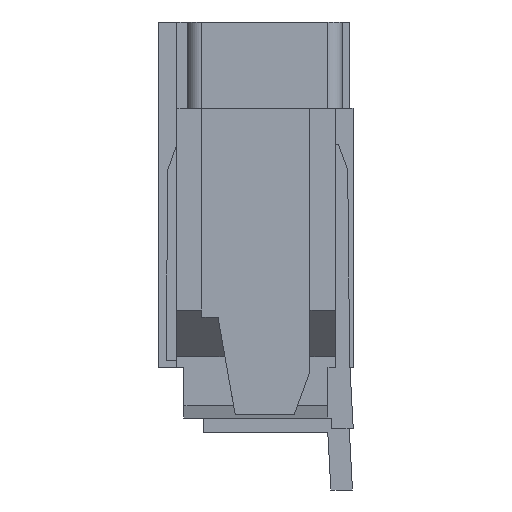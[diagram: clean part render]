
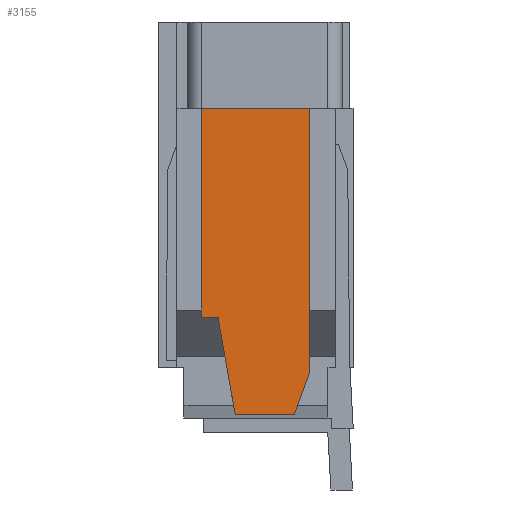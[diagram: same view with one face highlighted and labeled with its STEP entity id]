
A CAD part, left-side view. The second image highlights one B-rep face of the part: STEP entity #3155.
In plain terms, the highlighted planar face has unit normal (-1, 0, 0).
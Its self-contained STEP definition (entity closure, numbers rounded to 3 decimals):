
#19 = ORIENTED_EDGE ( 'NONE', *, *, #5936, .F. ) ;
#139 = FACE_OUTER_BOUND ( 'NONE', #19237, .T. ) ;
#646 = CARTESIAN_POINT ( 'NONE',  ( -9.7, 0.6, -2.167 ) ) ;
#688 = ORIENTED_EDGE ( 'NONE', *, *, #6223, .T. ) ;
#866 = DIRECTION ( 'NONE',  ( 0., 0.342, -0.94 ) ) ;
#1241 = CARTESIAN_POINT ( 'NONE',  ( -9.7, 1.639, -5.45 ) ) ;
#1428 = VERTEX_POINT ( 'NONE', #1241 ) ;
#1643 = CARTESIAN_POINT ( 'NONE',  ( -9.7, 0.6, -4.35 ) ) ;
#2028 = ORIENTED_EDGE ( 'NONE', *, *, #9199, .F. ) ;
#2467 = VERTEX_POINT ( 'NONE', #11077 ) ;
#2484 = LINE ( 'NONE', #17064, #11698 ) ;
#3155 = ADVANCED_FACE ( 'NONE', ( #139 ), #6075, .F. ) ;
#3511 = VERTEX_POINT ( 'NONE', #16434 ) ;
#4152 = CARTESIAN_POINT ( 'NONE',  ( -9.7, 1.639, -5.45 ) ) ;
#4337 = LINE ( 'NONE', #4152, #6093 ) ;
#4365 = VERTEX_POINT ( 'NONE', #11659 ) ;
#4422 = CARTESIAN_POINT ( 'NONE',  ( -9.7, 1.877, -4.1 ) ) ;
#4560 = CARTESIAN_POINT ( 'NONE',  ( -9.7, 0.6, -4.1 ) ) ;
#5200 = LINE ( 'NONE', #9666, #6565 ) ;
#5209 = VERTEX_POINT ( 'NONE', #15160 ) ;
#5298 = CARTESIAN_POINT ( 'NONE',  ( -9.7, 2.1, -1.2 ) ) ;
#5492 = LINE ( 'NONE', #5298, #6858 ) ;
#5554 = LINE ( 'NONE', #16933, #13391 ) ;
#5936 = EDGE_CURVE ( 'NONE', #1428, #8511, #4337, .T. ) ;
#6075 = PLANE ( 'NONE',  #8951 ) ;
#6093 = VECTOR ( 'NONE', #17462, 1000. ) ;
#6223 = EDGE_CURVE ( 'NONE', #4365, #3511, #5492, .T. ) ;
#6419 = CARTESIAN_POINT ( 'NONE',  ( -9.7, 0.6, -4.85 ) ) ;
#6565 = VECTOR ( 'NONE', #15584, 1000. ) ;
#6672 = ORIENTED_EDGE ( 'NONE', *, *, #9491, .T. ) ;
#6858 = VECTOR ( 'NONE', #11223, 1000. ) ;
#8511 = VERTEX_POINT ( 'NONE', #4422 ) ;
#8549 = CARTESIAN_POINT ( 'NONE',  ( -9.7, 0.6, -4.85 ) ) ;
#8951 = AXIS2_PLACEMENT_3D ( 'NONE', #17931, #9663, #12675 ) ;
#8997 = VERTEX_POINT ( 'NONE', #6419 ) ;
#9199 = EDGE_CURVE ( 'NONE', #8997, #2467, #15731, .T. ) ;
#9491 = EDGE_CURVE ( 'NONE', #15734, #5209, #15025, .T. ) ;
#9557 = DIRECTION ( 'NONE',  ( 0., -1., 0. ) ) ;
#9663 = DIRECTION ( 'NONE',  ( 1., 0., 0. ) ) ;
#9666 = CARTESIAN_POINT ( 'NONE',  ( -9.7, 2.1, -4.1 ) ) ;
#10001 = EDGE_CURVE ( 'NONE', #3511, #8511, #5200, .T. ) ;
#10201 = CARTESIAN_POINT ( 'NONE',  ( -9.7, 0.6, -4.6 ) ) ;
#10448 = ORIENTED_EDGE ( 'NONE', *, *, #10449, .T. ) ;
#10449 = EDGE_CURVE ( 'NONE', #1428, #2467, #5554, .T. ) ;
#10701 = CARTESIAN_POINT ( 'NONE',  ( -9.7, 0.6, -4.1 ) ) ;
#11077 = CARTESIAN_POINT ( 'NONE',  ( -9.7, 0.819, -5.45 ) ) ;
#11223 = DIRECTION ( 'NONE',  ( 0., 0., -1. ) ) ;
#11231 = DIRECTION ( 'NONE',  ( 0., 1., 0. ) ) ;
#11659 = CARTESIAN_POINT ( 'NONE',  ( -9.7, 2.1, -1.2 ) ) ;
#11670 = CARTESIAN_POINT ( 'NONE',  ( -9.7, 0.6, -4.85 ) ) ;
#11698 = VECTOR ( 'NONE', #11231, 1000. ) ;
#12675 = DIRECTION ( 'NONE',  ( 0., 1., 0. ) ) ;
#13391 = VECTOR ( 'NONE', #9557, 1000. ) ;
#13927 = ORIENTED_EDGE ( 'NONE', *, *, #15310, .T. ) ;
#13957 = CARTESIAN_POINT ( 'NONE',  ( -9.7, 0.6, -3.133 ) ) ;
#14511 = B_SPLINE_CURVE_WITH_KNOTS ( 'NONE', 3,
 ( #11670, #10201, #1643, #4560 ),
 .UNSPECIFIED., .F., .F.,
 ( 4, 4 ),
 ( 0., 1. ),
 .UNSPECIFIED. ) ;
#14977 = VECTOR ( 'NONE', #866, 1000. ) ;
#15025 = B_SPLINE_CURVE_WITH_KNOTS ( 'NONE', 3,
 ( #16982, #13957, #646, #15131 ),
 .UNSPECIFIED., .F., .F.,
 ( 4, 4 ),
 ( 0., 1. ),
 .UNSPECIFIED. ) ;
#15131 = CARTESIAN_POINT ( 'NONE',  ( -9.7, 0.6, -1.2 ) ) ;
#15160 = CARTESIAN_POINT ( 'NONE',  ( -9.7, 0.6, -1.2 ) ) ;
#15310 = EDGE_CURVE ( 'NONE', #8997, #15734, #14511, .T. ) ;
#15584 = DIRECTION ( 'NONE',  ( 0., -1., 0. ) ) ;
#15731 = LINE ( 'NONE', #8549, #14977 ) ;
#15734 = VERTEX_POINT ( 'NONE', #10701 ) ;
#15808 = ORIENTED_EDGE ( 'NONE', *, *, #10001, .T. ) ;
#16434 = CARTESIAN_POINT ( 'NONE',  ( -9.7, 2.1, -4.1 ) ) ;
#16893 = ORIENTED_EDGE ( 'NONE', *, *, #17782, .T. ) ;
#16933 = CARTESIAN_POINT ( 'NONE',  ( -9.7, 1.639, -5.45 ) ) ;
#16982 = CARTESIAN_POINT ( 'NONE',  ( -9.7, 0.6, -4.1 ) ) ;
#17064 = CARTESIAN_POINT ( 'NONE',  ( -9.7, 0.6, -1.2 ) ) ;
#17462 = DIRECTION ( 'NONE',  ( 0., 0.174, 0.985 ) ) ;
#17782 = EDGE_CURVE ( 'NONE', #5209, #4365, #2484, .T. ) ;
#17931 = CARTESIAN_POINT ( 'NONE',  ( -9.7, 1.3, -3.325 ) ) ;
#19237 = EDGE_LOOP ( 'NONE', ( #688, #15808, #19, #10448, #2028, #13927, #6672, #16893 ) ) ;
